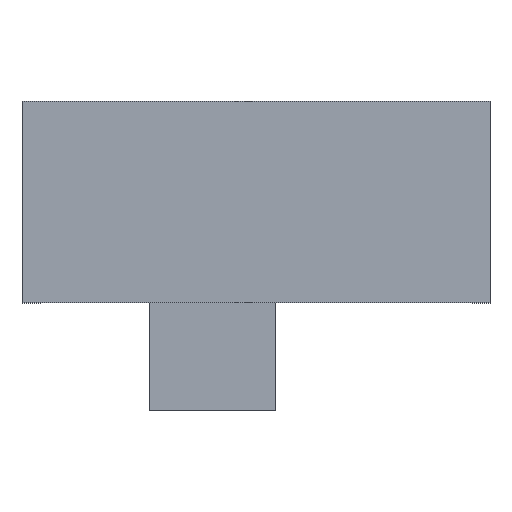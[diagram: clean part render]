
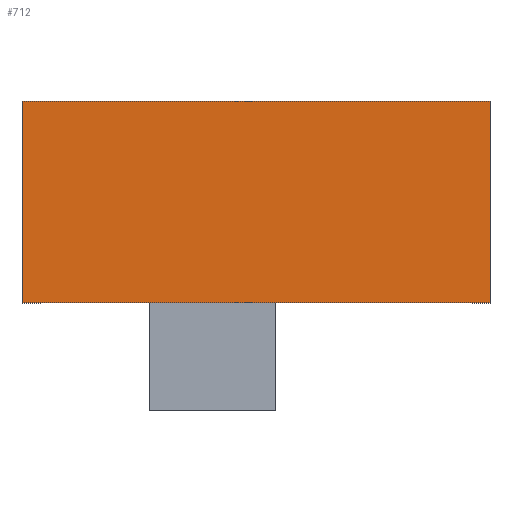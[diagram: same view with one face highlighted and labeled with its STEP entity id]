
A CAD part, top view. The second image highlights one B-rep face of the part: STEP entity #712.
In plain terms, the highlighted planar face has unit normal (0, 0, 1).
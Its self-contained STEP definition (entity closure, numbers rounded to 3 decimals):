
#686 = VERTEX_POINT('',#687);
#687 = CARTESIAN_POINT('',(-6.5,-2.8,6.));
#693 = EDGE_CURVE('',#694,#686,#696,.T.);
#694 = VERTEX_POINT('',#695);
#695 = CARTESIAN_POINT('',(-6.5,2.8,6.));
#696 = LINE('',#697,#698);
#697 = CARTESIAN_POINT('',(-6.5,-2.8,6.));
#698 = VECTOR('',#699,1.);
#699 = DIRECTION('',(0.,-1.,0.));
#712 = ADVANCED_FACE('',(#713),#738,.T.);
#713 = FACE_BOUND('',#714,.T.);
#714 = EDGE_LOOP('',(#715,#723,#731,#737));
#715 = ORIENTED_EDGE('',*,*,#716,.T.);
#716 = EDGE_CURVE('',#686,#717,#719,.T.);
#717 = VERTEX_POINT('',#718);
#718 = CARTESIAN_POINT('',(6.5,-2.8,6.));
#719 = LINE('',#720,#721);
#720 = CARTESIAN_POINT('',(6.5,-2.8,6.));
#721 = VECTOR('',#722,1.);
#722 = DIRECTION('',(1.,0.,0.));
#723 = ORIENTED_EDGE('',*,*,#724,.T.);
#724 = EDGE_CURVE('',#717,#725,#727,.T.);
#725 = VERTEX_POINT('',#726);
#726 = CARTESIAN_POINT('',(6.5,2.8,6.));
#727 = LINE('',#728,#729);
#728 = CARTESIAN_POINT('',(6.5,2.8,6.));
#729 = VECTOR('',#730,1.);
#730 = DIRECTION('',(0.,1.,0.));
#731 = ORIENTED_EDGE('',*,*,#732,.T.);
#732 = EDGE_CURVE('',#725,#694,#733,.T.);
#733 = LINE('',#734,#735);
#734 = CARTESIAN_POINT('',(-6.5,2.8,6.));
#735 = VECTOR('',#736,1.);
#736 = DIRECTION('',(-1.,-0.,0.));
#737 = ORIENTED_EDGE('',*,*,#693,.T.);
#738 = PLANE('',#739);
#739 = AXIS2_PLACEMENT_3D('',#740,#741,#742);
#740 = CARTESIAN_POINT('',(0.,0.,6.));
#741 = DIRECTION('',(0.,0.,1.));
#742 = DIRECTION('',(0.,-1.,0.));
